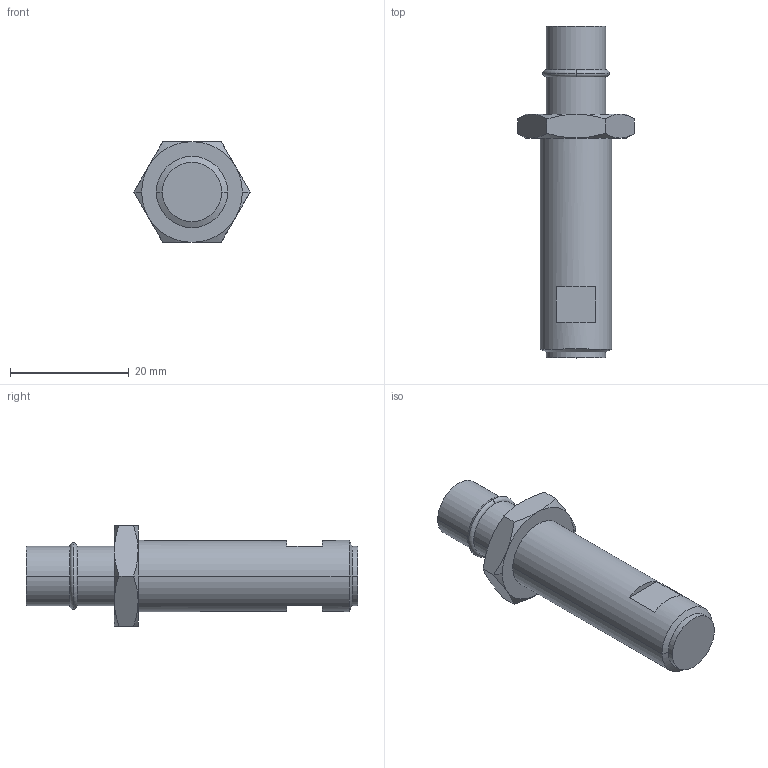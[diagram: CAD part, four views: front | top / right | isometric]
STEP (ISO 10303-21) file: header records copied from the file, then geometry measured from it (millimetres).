
FILE_DESCRIPTION(('STEP AP203'),'1');
FILE_NAME(' ',' ',('TraceParts'),('TraceParts S.A.'),'XStep 1.0',' ',' ');
FILE_SCHEMA(('CONFIG_CONTROL_DESIGN'));
Length unit declared in the file: millimetre
Products named in the file (2): 1; 2
Bounding box: 19.63 x 56 x 17 mm (x, y, z)
Volume: 6334.3 mm3; surface area: 2888.6 mm2
Topology: 2 solids, 2 shells, 54 faces, 114 edges, 66 vertices
Faces by surface type: cone 24, plane 16, cylinder 10, torus 4
Entity records: 1548 total; most frequent: CARTESIAN_POINT 332, DIRECTION 256, ORIENTED_EDGE 228, EDGE_CURVE 114, AXIS2_PLACEMENT_3D 110, VERTEX_POINT 66, EDGE_LOOP 58, ADVANCED_FACE 54
